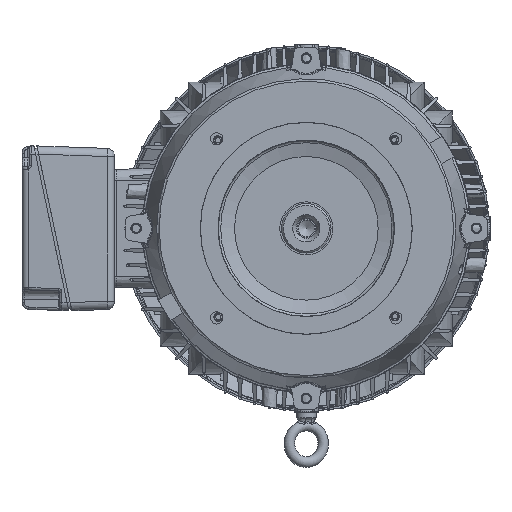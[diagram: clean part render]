
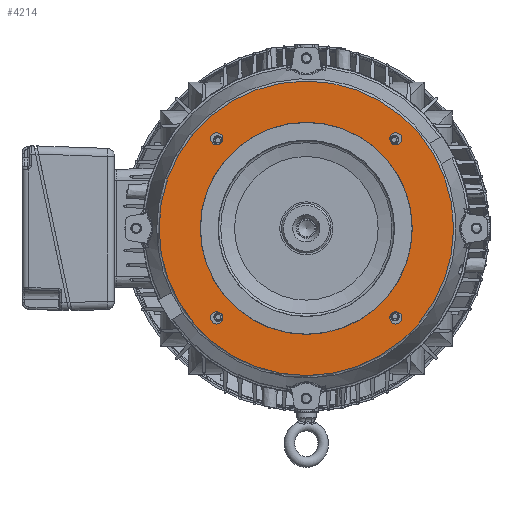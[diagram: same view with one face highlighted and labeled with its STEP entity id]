
A CAD part, left-side view. The second image highlights one B-rep face of the part: STEP entity #4214.
In plain terms, the highlighted planar face has unit normal (-1, 0, 0).
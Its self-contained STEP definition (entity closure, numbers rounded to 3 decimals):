
#4214 = ADVANCED_FACE( '', ( #11167, #11168, #11169, #11170, #11171, #11172 ), #11173, .T. );
#11167 = FACE_BOUND( '', #27468, .T. );
#11168 = FACE_BOUND( '', #27469, .T. );
#11169 = FACE_BOUND( '', #27470, .T. );
#11170 = FACE_BOUND( '', #27471, .T. );
#11171 = FACE_OUTER_BOUND( '', #27472, .T. );
#11172 = FACE_BOUND( '', #27473, .T. );
#11173 = PLANE( '', #27474 );
#27468 = EDGE_LOOP( '', ( #80641 ) );
#27469 = EDGE_LOOP( '', ( #80642 ) );
#27470 = EDGE_LOOP( '', ( #80643 ) );
#27471 = EDGE_LOOP( '', ( #80644 ) );
#27472 = EDGE_LOOP( '', ( #80645 ) );
#27473 = EDGE_LOOP( '', ( #80646 ) );
#27474 = AXIS2_PLACEMENT_3D( '', #80647, #80648, #80649 );
#80641 = ORIENTED_EDGE( '', *, *, #107066, .T. );
#80642 = ORIENTED_EDGE( '', *, *, #107067, .T. );
#80643 = ORIENTED_EDGE( '', *, *, #107068, .T. );
#80644 = ORIENTED_EDGE( '', *, *, #107069, .T. );
#80645 = ORIENTED_EDGE( '', *, *, #107070, .F. );
#80646 = ORIENTED_EDGE( '', *, *, #107071, .T. );
#80647 = CARTESIAN_POINT( '', ( -41.55, 0., 0. ) );
#80648 = DIRECTION( '', ( -1., 0., 0. ) );
#80649 = DIRECTION( '', ( 0., -1., 0. ) );
#107066 = EDGE_CURVE( '', #120871, #120871, #120872, .F. );
#107067 = EDGE_CURVE( '', #120873, #120873, #120874, .F. );
#107068 = EDGE_CURVE( '', #120875, #120875, #120876, .F. );
#107069 = EDGE_CURVE( '', #120877, #120877, #120878, .F. );
#107070 = EDGE_CURVE( '', #120879, #120879, #120880, .F. );
#107071 = EDGE_CURVE( '', #120881, #120881, #120882, .F. );
#120871 = VERTEX_POINT( '', #153382 );
#120872 = CIRCLE( '', #153383, 5.24 );
#120873 = VERTEX_POINT( '', #153384 );
#120874 = CIRCLE( '', #153385, 5.24 );
#120875 = VERTEX_POINT( '', #153386 );
#120876 = CIRCLE( '', #153387, 5.24 );
#120877 = VERTEX_POINT( '', #153388 );
#120878 = CIRCLE( '', #153389, 5.24 );
#120879 = VERTEX_POINT( '', #153390 );
#120880 = CIRCLE( '', #153391, 125.05 );
#120881 = VERTEX_POINT( '', #153392 );
#120882 = CIRCLE( '', #153393, 90.05 );
#153382 = CARTESIAN_POINT( '', ( -41.55, 70.774, 76.014 ) );
#153383 = AXIS2_PLACEMENT_3D( '', #206135, #206136, #206137 );
#153384 = CARTESIAN_POINT( '', ( -41.55, -81.254, 76.014 ) );
#153385 = AXIS2_PLACEMENT_3D( '', #206138, #206139, #206140 );
#153386 = CARTESIAN_POINT( '', ( -41.55, -81.254, -76.014 ) );
#153387 = AXIS2_PLACEMENT_3D( '', #206141, #206142, #206143 );
#153388 = CARTESIAN_POINT( '', ( -41.55, 70.774, -76.014 ) );
#153389 = AXIS2_PLACEMENT_3D( '', #206144, #206145, #206146 );
#153390 = CARTESIAN_POINT( '', ( -41.55, -125.05, 0. ) );
#153391 = AXIS2_PLACEMENT_3D( '', #206147, #206148, #206149 );
#153392 = CARTESIAN_POINT( '', ( -41.55, -90.05, 0. ) );
#153393 = AXIS2_PLACEMENT_3D( '', #206150, #206151, #206152 );
#206135 = CARTESIAN_POINT( '', ( -41.55, 76.014, 76.014 ) );
#206136 = DIRECTION( '', ( -1., 0., 0. ) );
#206137 = DIRECTION( '', ( 0., -1., 0. ) );
#206138 = CARTESIAN_POINT( '', ( -41.55, -76.014, 76.014 ) );
#206139 = DIRECTION( '', ( -1., 0., 0. ) );
#206140 = DIRECTION( '', ( 0., -1., 0. ) );
#206141 = CARTESIAN_POINT( '', ( -41.55, -76.014, -76.014 ) );
#206142 = DIRECTION( '', ( -1., 0., 0. ) );
#206143 = DIRECTION( '', ( 0., -1., 0. ) );
#206144 = CARTESIAN_POINT( '', ( -41.55, 76.014, -76.014 ) );
#206145 = DIRECTION( '', ( -1., 0., 0. ) );
#206146 = DIRECTION( '', ( 0., -1., 0. ) );
#206147 = CARTESIAN_POINT( '', ( -41.55, 0., 0. ) );
#206148 = DIRECTION( '', ( -1., 0., 0. ) );
#206149 = DIRECTION( '', ( 0., -1., 0. ) );
#206150 = CARTESIAN_POINT( '', ( -41.55, 0., 0. ) );
#206151 = DIRECTION( '', ( -1., 0., 0. ) );
#206152 = DIRECTION( '', ( 0., -1., 0. ) );
